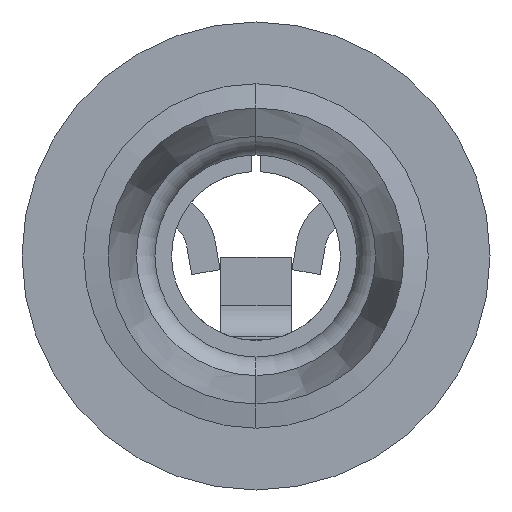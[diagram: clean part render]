
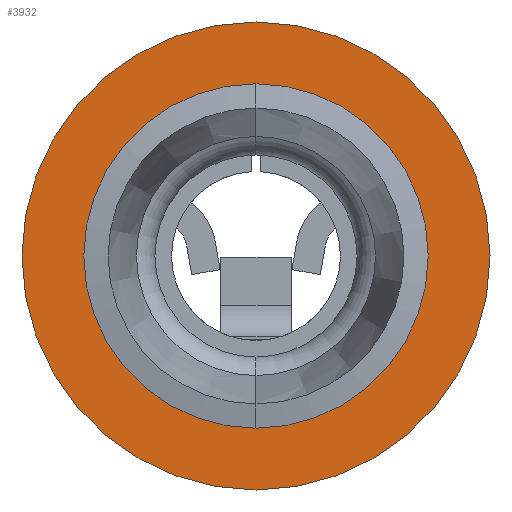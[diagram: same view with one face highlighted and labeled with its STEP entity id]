
A CAD part, front view. The second image highlights one B-rep face of the part: STEP entity #3932.
In plain terms, the highlighted planar face has unit normal (0, -1, 0).
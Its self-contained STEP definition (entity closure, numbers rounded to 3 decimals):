
#33 = CARTESIAN_POINT ( 'NONE',  ( -2.09, -12.52, 1.375 ) ) ;
#34 = AXIS2_PLACEMENT_3D ( 'NONE', #1536, #1551, #4296 ) ;
#260 = VERTEX_POINT ( 'NONE', #415 ) ;
#261 = ORIENTED_EDGE ( 'NONE', *, *, #2265, .T. ) ;
#376 = CARTESIAN_POINT ( 'NONE',  ( 0., -12.52, 1.375 ) ) ;
#391 = DIRECTION ( 'NONE',  ( 1., 0., 0. ) ) ;
#415 = CARTESIAN_POINT ( 'NONE',  ( 2.09, -12.52, 1.375 ) ) ;
#455 = DIRECTION ( 'NONE',  ( 1., 0., 0. ) ) ;
#488 = PLANE ( 'NONE',  #508 ) ;
#508 = AXIS2_PLACEMENT_3D ( 'NONE', #3938, #4285, #455 ) ;
#856 = CARTESIAN_POINT ( 'NONE',  ( -2.84, -12.52, 1.375 ) ) ;
#980 = AXIS2_PLACEMENT_3D ( 'NONE', #3378, #4101, #2698 ) ;
#1025 = VERTEX_POINT ( 'NONE', #2693 ) ;
#1026 = ORIENTED_EDGE ( 'NONE', *, *, #2578, .F. ) ;
#1190 = ORIENTED_EDGE ( 'NONE', *, *, #3023, .T. ) ;
#1307 = ORIENTED_EDGE ( 'NONE', *, *, #1379, .F. ) ;
#1379 = EDGE_CURVE ( 'NONE', #2863, #1025, #3873, .T. ) ;
#1443 = DIRECTION ( 'NONE',  ( 0., 1., 0. ) ) ;
#1486 = AXIS2_PLACEMENT_3D ( 'NONE', #4433, #4450, #4071 ) ;
#1536 = CARTESIAN_POINT ( 'NONE',  ( 0., -12.52, 1.375 ) ) ;
#1551 = DIRECTION ( 'NONE',  ( 0., 1., 0. ) ) ;
#1640 = CIRCLE ( 'NONE', #3335, 2.09 ) ;
#1801 = CIRCLE ( 'NONE', #980, 2.09 ) ;
#1905 = VERTEX_POINT ( 'NONE', #33 ) ;
#2072 = CIRCLE ( 'NONE', #1486, 2.84 ) ;
#2265 = EDGE_CURVE ( 'NONE', #1905, #260, #1640, .T. ) ;
#2578 = EDGE_CURVE ( 'NONE', #1025, #2863, #2072, .T. ) ;
#2693 = CARTESIAN_POINT ( 'NONE',  ( 2.84, -12.52, 1.375 ) ) ;
#2698 = DIRECTION ( 'NONE',  ( 1., 0., 0. ) ) ;
#2719 = FACE_OUTER_BOUND ( 'NONE', #4337, .T. ) ;
#2863 = VERTEX_POINT ( 'NONE', #856 ) ;
#3022 = EDGE_LOOP ( 'NONE', ( #261, #1190 ) ) ;
#3023 = EDGE_CURVE ( 'NONE', #260, #1905, #1801, .T. ) ;
#3335 = AXIS2_PLACEMENT_3D ( 'NONE', #376, #1443, #391 ) ;
#3378 = CARTESIAN_POINT ( 'NONE',  ( 0., -12.52, 1.375 ) ) ;
#3649 = FACE_BOUND ( 'NONE', #3022, .T. ) ;
#3873 = CIRCLE ( 'NONE', #34, 2.84 ) ;
#3932 = ADVANCED_FACE ( 'NONE', ( #3649, #2719 ), #488, .T. ) ;
#3938 = CARTESIAN_POINT ( 'NONE',  ( -2.84, -12.52, 1.375 ) ) ;
#4071 = DIRECTION ( 'NONE',  ( -1., 0., 0. ) ) ;
#4101 = DIRECTION ( 'NONE',  ( 0., 1., 0. ) ) ;
#4285 = DIRECTION ( 'NONE',  ( 0., -1., 0. ) ) ;
#4296 = DIRECTION ( 'NONE',  ( -1., 0., 0. ) ) ;
#4337 = EDGE_LOOP ( 'NONE', ( #1307, #1026 ) ) ;
#4433 = CARTESIAN_POINT ( 'NONE',  ( 0., -12.52, 1.375 ) ) ;
#4450 = DIRECTION ( 'NONE',  ( 0., 1., 0. ) ) ;
